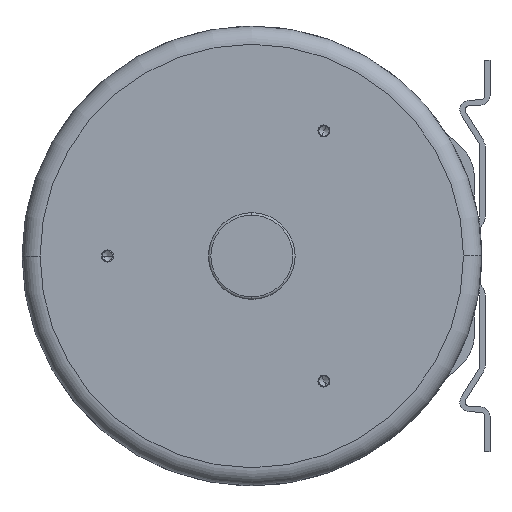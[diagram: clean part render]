
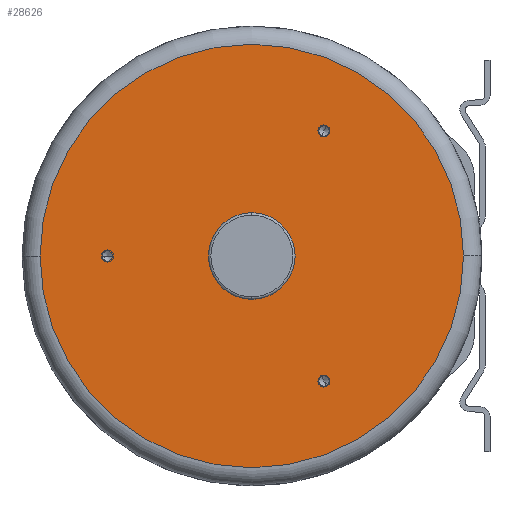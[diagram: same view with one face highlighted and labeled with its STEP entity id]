
A CAD part, left-side view. The second image highlights one B-rep face of the part: STEP entity #28626.
In plain terms, the highlighted planar face has unit normal (-1, 0, 0).
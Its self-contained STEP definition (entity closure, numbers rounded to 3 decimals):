
#11436=CARTESIAN_POINT('',(-105.,0.,0.));
#11437=DIRECTION('',(-1.,0.,0.));
#11438=DIRECTION('',(0.,0.,1.));
#11439=AXIS2_PLACEMENT_3D('',#11436,#11437,#11438);
#11441=CARTESIAN_POINT('',(-105.,0.,0.));
#11442=DIRECTION('',(-1.,0.,0.));
#11443=DIRECTION('',(0.,0.,-1.));
#11444=AXIS2_PLACEMENT_3D('',#11441,#11442,#11443);
#11446=CARTESIAN_POINT('',(-105.,120.,0.));
#11447=DIRECTION('',(-1.,0.,0.));
#11448=DIRECTION('',(0.,1.,0.));
#11449=AXIS2_PLACEMENT_3D('',#11446,#11447,#11448);
#11451=CARTESIAN_POINT('',(-105.,120.,0.));
#11452=DIRECTION('',(-1.,0.,0.));
#11453=DIRECTION('',(0.,-1.,0.));
#11454=AXIS2_PLACEMENT_3D('',#11451,#11452,#11453);
#11456=CARTESIAN_POINT('',(-105.,-60.,103.923));
#11457=DIRECTION('',(-1.,0.,0.));
#11458=DIRECTION('',(0.,-0.5,0.866));
#11459=AXIS2_PLACEMENT_3D('',#11456,#11457,#11458);
#11461=CARTESIAN_POINT('',(-105.,-60.,103.923));
#11462=DIRECTION('',(-1.,0.,0.));
#11463=DIRECTION('',(0.,0.5,-0.866));
#11464=AXIS2_PLACEMENT_3D('',#11461,#11462,#11463);
#11466=CARTESIAN_POINT('',(-105.,-60.,-103.923));
#11467=DIRECTION('',(-1.,0.,0.));
#11468=DIRECTION('',(0.,-0.5,-0.866));
#11469=AXIS2_PLACEMENT_3D('',#11466,#11467,#11468);
#11471=CARTESIAN_POINT('',(-105.,-60.,-103.923));
#11472=DIRECTION('',(-1.,0.,0.));
#11473=DIRECTION('',(0.,0.5,0.866));
#11474=AXIS2_PLACEMENT_3D('',#11471,#11472,#11473);
#11476=CARTESIAN_POINT('',(-105.,0.,0.));
#11477=DIRECTION('',(-1.,0.,0.));
#11478=DIRECTION('',(0.,1.,0.));
#11479=AXIS2_PLACEMENT_3D('',#11476,#11477,#11478);
#11481=CARTESIAN_POINT('',(-105.,0.,0.));
#11482=DIRECTION('',(-1.,0.,0.));
#11483=DIRECTION('',(0.,-1.,0.));
#11484=AXIS2_PLACEMENT_3D('',#11481,#11482,#11483);
#12886=CARTESIAN_POINT('',(-105.,124.25,0.));
#12887=CARTESIAN_POINT('',(-105.,115.75,0.));
#12888=VERTEX_POINT('',#12886);
#12889=VERTEX_POINT('',#12887);
#12896=CARTESIAN_POINT('',(-105.,-62.125,107.604));
#12897=CARTESIAN_POINT('',(-105.,-57.875,100.242));
#12898=VERTEX_POINT('',#12896);
#12899=VERTEX_POINT('',#12897);
#12906=CARTESIAN_POINT('',(-105.,-62.125,-107.604));
#12907=CARTESIAN_POINT('',(-105.,-57.875,-100.242));
#12908=VERTEX_POINT('',#12906);
#12909=VERTEX_POINT('',#12907);
#12920=CARTESIAN_POINT('',(-105.,0.,36.));
#12921=CARTESIAN_POINT('',(-105.,0.,-36.));
#12922=VERTEX_POINT('',#12920);
#12923=VERTEX_POINT('',#12921);
#13434=CARTESIAN_POINT('',(-105.,176.,0.));
#13435=CARTESIAN_POINT('',(-105.,-176.,0.));
#13436=VERTEX_POINT('',#13434);
#13437=VERTEX_POINT('',#13435);
#28592=CARTESIAN_POINT('',(-105.,0.,0.));
#28593=DIRECTION('',(1.,0.,0.));
#28594=DIRECTION('',(0.,-1.,0.));
#28595=AXIS2_PLACEMENT_3D('',#28592,#28593,#28594);
#28596=PLANE('',#28595);
#28597=ORIENTED_EDGE('',*,*,#28582,.F.);
#28599=ORIENTED_EDGE('',*,*,#28598,.F.);
#28600=EDGE_LOOP('',(#28597,#28599));
#28601=FACE_OUTER_BOUND('',#28600,.F.);
#28603=ORIENTED_EDGE('',*,*,#28602,.T.);
#28605=ORIENTED_EDGE('',*,*,#28604,.T.);
#28606=EDGE_LOOP('',(#28603,#28605));
#28607=FACE_BOUND('',#28606,.F.);
#28609=ORIENTED_EDGE('',*,*,#28608,.T.);
#28611=ORIENTED_EDGE('',*,*,#28610,.T.);
#28612=EDGE_LOOP('',(#28609,#28611));
#28613=FACE_BOUND('',#28612,.F.);
#28615=ORIENTED_EDGE('',*,*,#28614,.T.);
#28617=ORIENTED_EDGE('',*,*,#28616,.T.);
#28618=EDGE_LOOP('',(#28615,#28617));
#28619=FACE_BOUND('',#28618,.F.);
#28621=ORIENTED_EDGE('',*,*,#28620,.T.);
#28623=ORIENTED_EDGE('',*,*,#28622,.T.);
#28624=EDGE_LOOP('',(#28621,#28623));
#28625=FACE_BOUND('',#28624,.F.);
#28626=ADVANCED_FACE('',(#28601,#28607,#28613,#28619,#28625),#28596,.F.);
#11440=CIRCLE('',#11439,36.);
#11445=CIRCLE('',#11444,36.);
#11450=CIRCLE('',#11449,4.25);
#11455=CIRCLE('',#11454,4.25);
#11460=CIRCLE('',#11459,4.25);
#11465=CIRCLE('',#11464,4.25);
#11470=CIRCLE('',#11469,4.25);
#11475=CIRCLE('',#11474,4.25);
#11480=CIRCLE('',#11479,176.);
#11485=CIRCLE('',#11484,176.);
#28582=EDGE_CURVE('',#13436,#13437,#11480,.T.);
#28598=EDGE_CURVE('',#13437,#13436,#11485,.T.);
#28602=EDGE_CURVE('',#12922,#12923,#11440,.T.);
#28604=EDGE_CURVE('',#12923,#12922,#11445,.T.);
#28608=EDGE_CURVE('',#12888,#12889,#11450,.T.);
#28610=EDGE_CURVE('',#12889,#12888,#11455,.T.);
#28614=EDGE_CURVE('',#12898,#12899,#11460,.T.);
#28616=EDGE_CURVE('',#12899,#12898,#11465,.T.);
#28620=EDGE_CURVE('',#12908,#12909,#11470,.T.);
#28622=EDGE_CURVE('',#12909,#12908,#11475,.T.);
